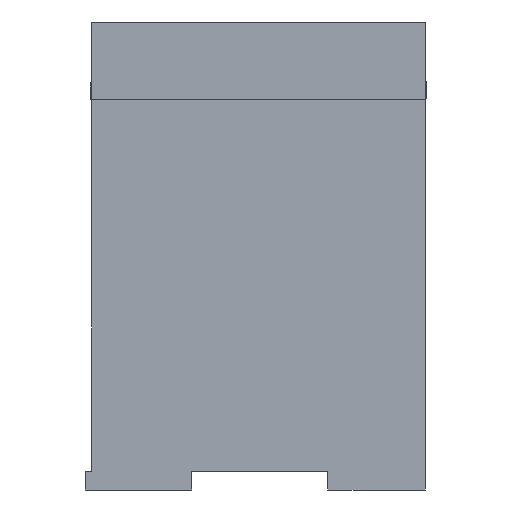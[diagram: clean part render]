
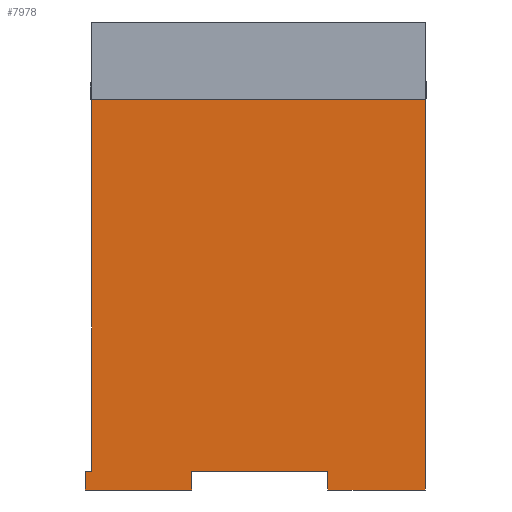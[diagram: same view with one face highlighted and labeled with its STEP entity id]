
A CAD part, left-side view. The second image highlights one B-rep face of the part: STEP entity #7978.
In plain terms, the highlighted planar face has unit normal (-1, 0, 0).
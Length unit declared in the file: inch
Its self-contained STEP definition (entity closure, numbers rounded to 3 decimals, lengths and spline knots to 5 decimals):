
#95 = CARTESIAN_POINT ( 'NONE',  ( 0., 2.944, 0. ) ) ;
#332 = VECTOR ( 'NONE', #6911, 39.37008 ) ;
#435 = DIRECTION ( 'NONE',  ( 0., 1., 0. ) ) ;
#616 = EDGE_CURVE ( 'NONE', #9572, #2107, #4925, .T. ) ;
#687 = EDGE_CURVE ( 'NONE', #2914, #4233, #5647, .T. ) ;
#807 = LINE ( 'NONE', #9207, #6871 ) ;
#851 = EDGE_CURVE ( 'NONE', #2914, #2745, #1015, .T. ) ;
#979 = EDGE_CURVE ( 'NONE', #8457, #2469, #807, .T. ) ;
#1015 = LINE ( 'NONE', #9152, #3618 ) ;
#1171 = CARTESIAN_POINT ( 'NONE',  ( 0., 3., 0. ) ) ;
#1210 = EDGE_CURVE ( 'NONE', #4233, #2469, #3766, .T. ) ;
#1486 = EDGE_CURVE ( 'NONE', #4263, #8457, #6752, .T. ) ;
#1599 = VECTOR ( 'NONE', #9606, 39.37008 ) ;
#2004 = FACE_OUTER_BOUND ( 'NONE', #6372, .T. ) ;
#2088 = CARTESIAN_POINT ( 'NONE',  ( 0., 2.06, -0.165 ) ) ;
#2107 = VERTEX_POINT ( 'NONE', #6827 ) ;
#2469 = VERTEX_POINT ( 'NONE', #1171 ) ;
#2512 = ORIENTED_EDGE ( 'NONE', *, *, #8241, .T. ) ;
#2634 = VECTOR ( 'NONE', #8235, 39.37008 ) ;
#2664 = PLANE ( 'NONE',  #3051 ) ;
#2695 = DIRECTION ( 'NONE',  ( 0., 1., 0. ) ) ;
#2698 = CARTESIAN_POINT ( 'NONE',  ( 0., 2.06, 0. ) ) ;
#2745 = VERTEX_POINT ( 'NONE', #3862 ) ;
#2914 = VERTEX_POINT ( 'NONE', #4535 ) ;
#2935 = ORIENTED_EDGE ( 'NONE', *, *, #616, .F. ) ;
#3051 = AXIS2_PLACEMENT_3D ( 'NONE', #6445, #7224, #7986 ) ;
#3618 = VECTOR ( 'NONE', #6054, 39.37008 ) ;
#3624 = CARTESIAN_POINT ( 'NONE',  ( 0., 0., -0.165 ) ) ;
#3766 = LINE ( 'NONE', #7999, #7578 ) ;
#3833 = CARTESIAN_POINT ( 'NONE',  ( 0., 2.06, -0.165 ) ) ;
#3862 = CARTESIAN_POINT ( 'NONE',  ( 0., 0., 3.28 ) ) ;
#3868 = DIRECTION ( 'NONE',  ( 0., 0., 1. ) ) ;
#3990 = ORIENTED_EDGE ( 'NONE', *, *, #851, .F. ) ;
#4044 = LINE ( 'NONE', #5177, #2634 ) ;
#4233 = VERTEX_POINT ( 'NONE', #95 ) ;
#4263 = VERTEX_POINT ( 'NONE', #3833 ) ;
#4535 = CARTESIAN_POINT ( 'NONE',  ( 0., 2.944, 3.28 ) ) ;
#4687 = LINE ( 'NONE', #5414, #7324 ) ;
#4795 = CARTESIAN_POINT ( 'NONE',  ( 0., 0.86, 0. ) ) ;
#4889 = ORIENTED_EDGE ( 'NONE', *, *, #1210, .T. ) ;
#4925 = LINE ( 'NONE', #9499, #7321 ) ;
#5177 = CARTESIAN_POINT ( 'NONE',  ( 0., 0., 0.65 ) ) ;
#5223 = VERTEX_POINT ( 'NONE', #4795 ) ;
#5414 = CARTESIAN_POINT ( 'NONE',  ( 0., 0.86, -0.165 ) ) ;
#5441 = EDGE_CURVE ( 'NONE', #2745, #9572, #4044, .T. ) ;
#5647 = LINE ( 'NONE', #7947, #1599 ) ;
#5674 = VERTEX_POINT ( 'NONE', #2698 ) ;
#5712 = DIRECTION ( 'NONE',  ( 0., 1., 0. ) ) ;
#5928 = ORIENTED_EDGE ( 'NONE', *, *, #1486, .F. ) ;
#5957 = EDGE_CURVE ( 'NONE', #4263, #5674, #8929, .T. ) ;
#6054 = DIRECTION ( 'NONE',  ( 0., -1., 0. ) ) ;
#6353 = VECTOR ( 'NONE', #435, 39.37008 ) ;
#6372 = EDGE_LOOP ( 'NONE', ( #7227, #4889, #8480, #5928, #7703, #2512, #7363, #2935, #7184, #3990 ) ) ;
#6445 = CARTESIAN_POINT ( 'NONE',  ( 0., 0., 0.65 ) ) ;
#6534 = CARTESIAN_POINT ( 'NONE',  ( 0., 2.06, -0.165 ) ) ;
#6752 = LINE ( 'NONE', #6534, #6353 ) ;
#6827 = CARTESIAN_POINT ( 'NONE',  ( 0., 0.86, -0.165 ) ) ;
#6871 = VECTOR ( 'NONE', #3868, 39.37008 ) ;
#6911 = DIRECTION ( 'NONE',  ( 0., -1., 0. ) ) ;
#7184 = ORIENTED_EDGE ( 'NONE', *, *, #5441, .F. ) ;
#7224 = DIRECTION ( 'NONE',  ( 1., 0., 0. ) ) ;
#7227 = ORIENTED_EDGE ( 'NONE', *, *, #687, .T. ) ;
#7321 = VECTOR ( 'NONE', #2695, 39.37008 ) ;
#7324 = VECTOR ( 'NONE', #9193, 39.37008 ) ;
#7363 = ORIENTED_EDGE ( 'NONE', *, *, #9240, .F. ) ;
#7578 = VECTOR ( 'NONE', #5712, 39.37008 ) ;
#7703 = ORIENTED_EDGE ( 'NONE', *, *, #5957, .T. ) ;
#7947 = CARTESIAN_POINT ( 'NONE',  ( 0., 2.944, 0.65 ) ) ;
#7978 = ADVANCED_FACE ( 'NONE', ( #2004 ), #2664, .F. ) ;
#7986 = DIRECTION ( 'NONE',  ( 0., 0., -1. ) ) ;
#7999 = CARTESIAN_POINT ( 'NONE',  ( 0., 2.06, 0. ) ) ;
#8235 = DIRECTION ( 'NONE',  ( 0., 0., -1. ) ) ;
#8241 = EDGE_CURVE ( 'NONE', #5674, #5223, #8503, .T. ) ;
#8336 = CARTESIAN_POINT ( 'NONE',  ( 0., 0., 0. ) ) ;
#8434 = CARTESIAN_POINT ( 'NONE',  ( 0., 3., -0.165 ) ) ;
#8457 = VERTEX_POINT ( 'NONE', #8434 ) ;
#8480 = ORIENTED_EDGE ( 'NONE', *, *, #979, .F. ) ;
#8503 = LINE ( 'NONE', #8336, #332 ) ;
#8929 = LINE ( 'NONE', #2088, #9150 ) ;
#9150 = VECTOR ( 'NONE', #9686, 39.37008 ) ;
#9152 = CARTESIAN_POINT ( 'NONE',  ( 0., 2.944, 3.28 ) ) ;
#9193 = DIRECTION ( 'NONE',  ( 0., 0., 1. ) ) ;
#9207 = CARTESIAN_POINT ( 'NONE',  ( 0., 3., -0.165 ) ) ;
#9240 = EDGE_CURVE ( 'NONE', #2107, #5223, #4687, .T. ) ;
#9499 = CARTESIAN_POINT ( 'NONE',  ( 0., 0., -0.165 ) ) ;
#9572 = VERTEX_POINT ( 'NONE', #3624 ) ;
#9606 = DIRECTION ( 'NONE',  ( 0., 0., -1. ) ) ;
#9686 = DIRECTION ( 'NONE',  ( 0., 0., 1. ) ) ;
